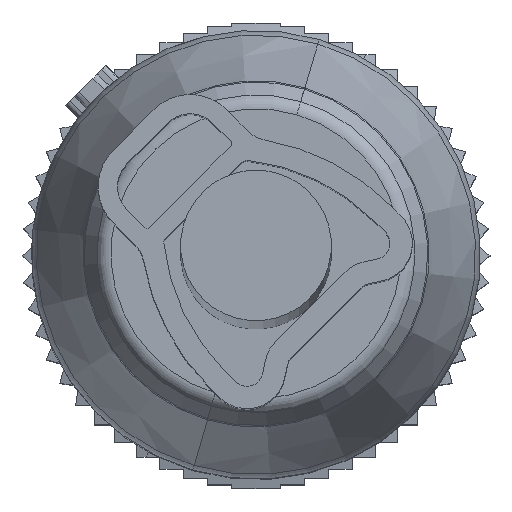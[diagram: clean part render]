
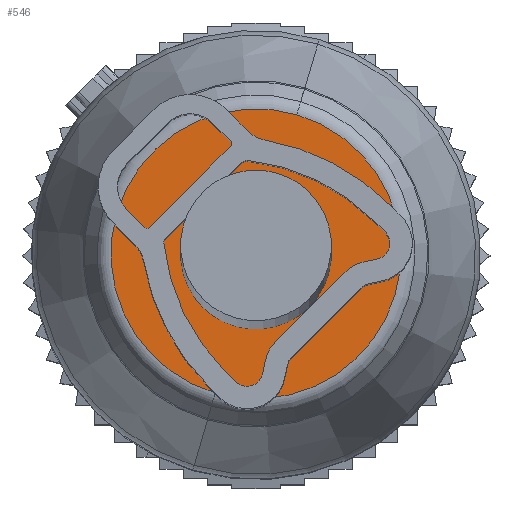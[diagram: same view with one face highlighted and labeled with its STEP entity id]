
A CAD part, top view. The second image highlights one B-rep face of the part: STEP entity #546.
In plain terms, the highlighted planar face has unit normal (0, 0, 1).
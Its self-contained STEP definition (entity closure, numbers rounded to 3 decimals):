
#421=AXIS2_PLACEMENT_3D('Circle Axis2P3D',#419,#420,$) ;
#485=AXIS2_PLACEMENT_3D('Circle Axis2P3D',#483,#484,$) ;
#522=AXIS2_PLACEMENT_3D('Plane Axis2P3D',#519,#520,#521) ;
#526=AXIS2_PLACEMENT_3D('Circle Axis2P3D',#524,#525,$) ;
#535=AXIS2_PLACEMENT_3D('Circle Axis2P3D',#533,#534,$) ;
#414=CARTESIAN_POINT('Vertex',(5.638,8.923,44.)) ;
#419=CARTESIAN_POINT('Axis2P3D Location',(7.3,7.261,44.)) ;
#423=CARTESIAN_POINT('Vertex',(8.962,5.6,44.)) ;
#483=CARTESIAN_POINT('Axis2P3D Location',(7.3,7.261,44.)) ;
#519=CARTESIAN_POINT('Axis2P3D Location',(10.498,10.459,44.)) ;
#524=CARTESIAN_POINT('Axis2P3D Location',(7.3,7.261,44.)) ;
#528=CARTESIAN_POINT('Vertex',(8.573,11.601,44.)) ;
#530=CARTESIAN_POINT('Vertex',(6.027,2.922,44.)) ;
#533=CARTESIAN_POINT('Axis2P3D Location',(7.3,7.261,44.)) ;
#420=DIRECTION('Axis2P3D Direction',(0.,0.,1.)) ;
#484=DIRECTION('Axis2P3D Direction',(0.,0.,1.)) ;
#520=DIRECTION('Axis2P3D Direction',(0.,0.,1.)) ;
#521=DIRECTION('Axis2P3D XDirection',(-0.707,0.707,0.)) ;
#525=DIRECTION('Axis2P3D Direction',(0.,0.,1.)) ;
#534=DIRECTION('Axis2P3D Direction',(0.,0.,1.)) ;
#539=ORIENTED_EDGE('',*,*,#532,.T.) ;
#540=ORIENTED_EDGE('',*,*,#537,.T.) ;
#543=ORIENTED_EDGE('',*,*,#425,.F.) ;
#544=ORIENTED_EDGE('',*,*,#487,.F.) ;
#545=FACE_BOUND('',#542,.T.) ;
#546=ADVANCED_FACE('Hauptk\X2\00F6\X0\rper',(#541,#545),#523,.T.) ;
#422=CIRCLE('generated circle',#421,2.35) ;
#486=CIRCLE('generated circle',#485,2.35) ;
#527=CIRCLE('generated circle',#526,4.523) ;
#536=CIRCLE('generated circle',#535,4.523) ;
#425=EDGE_CURVE('',#415,#424,#422,.T.) ;
#487=EDGE_CURVE('',#424,#415,#486,.T.) ;
#532=EDGE_CURVE('',#529,#531,#527,.T.) ;
#537=EDGE_CURVE('',#531,#529,#536,.T.) ;
#538=EDGE_LOOP('',(#539,#540)) ;
#542=EDGE_LOOP('',(#543,#544)) ;
#541=FACE_OUTER_BOUND('',#538,.T.) ;
#523=PLANE('',#522) ;
#415=VERTEX_POINT('',#414) ;
#424=VERTEX_POINT('',#423) ;
#529=VERTEX_POINT('',#528) ;
#531=VERTEX_POINT('',#530) ;
